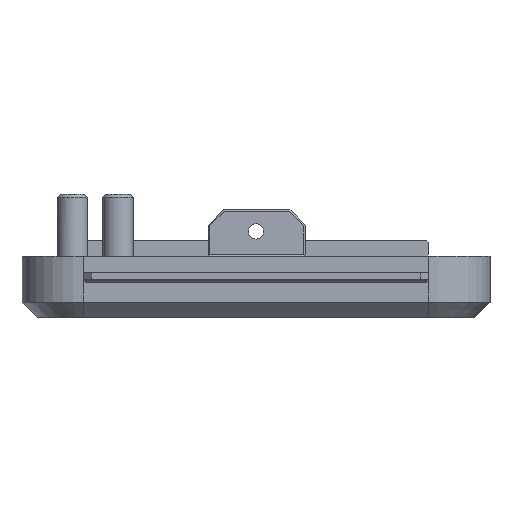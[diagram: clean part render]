
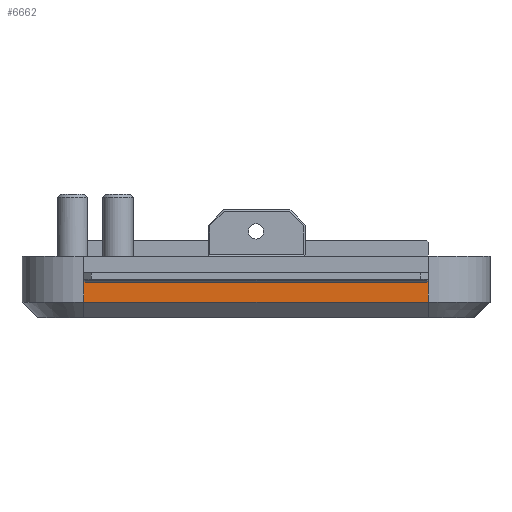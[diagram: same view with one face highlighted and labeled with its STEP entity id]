
A CAD part, left-side view. The second image highlights one B-rep face of the part: STEP entity #6662.
In plain terms, the highlighted planar face has unit normal (-1, 0, 0).
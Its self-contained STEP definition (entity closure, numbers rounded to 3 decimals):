
#5075 = VERTEX_POINT('',#5076);
#5076 = CARTESIAN_POINT('',(-31.882,11.426,-9.5));
#5123 = EDGE_CURVE('',#5075,#5124,#5126,.T.);
#5124 = VERTEX_POINT('',#5125);
#5125 = CARTESIAN_POINT('',(-31.882,-10.974,-9.5));
#5126 = LINE('',#5127,#5128);
#5127 = CARTESIAN_POINT('',(-31.882,11.426,-9.5));
#5128 = VECTOR('',#5129,1.);
#5129 = DIRECTION('',(0.,-1.,0.));
#6159 = VERTEX_POINT('',#6160);
#6160 = CARTESIAN_POINT('',(-31.882,-10.974,-8.1));
#6166 = EDGE_CURVE('',#6159,#5124,#6167,.T.);
#6167 = LINE('',#6168,#6169);
#6168 = CARTESIAN_POINT('',(-31.882,-10.974,4.5));
#6169 = VECTOR('',#6170,1.);
#6170 = DIRECTION('',(0.,0.,-1.));
#6214 = EDGE_CURVE('',#6215,#5075,#6217,.T.);
#6215 = VERTEX_POINT('',#6216);
#6216 = CARTESIAN_POINT('',(-31.882,11.426,-8.1));
#6217 = LINE('',#6218,#6219);
#6218 = CARTESIAN_POINT('',(-31.882,11.426,4.5));
#6219 = VECTOR('',#6220,1.);
#6220 = DIRECTION('',(0.,0.,-1.));
#6662 = ADVANCED_FACE('',(#6663),#6690,.T.);
#6663 = FACE_BOUND('',#6664,.T.);
#6664 = EDGE_LOOP('',(#6665,#6673,#6674,#6675,#6676,#6684));
#6665 = ORIENTED_EDGE('',*,*,#6666,.T.);
#6666 = EDGE_CURVE('',#6667,#6215,#6669,.T.);
#6667 = VERTEX_POINT('',#6668);
#6668 = CARTESIAN_POINT('',(-31.882,11.326,-8.2));
#6669 = LINE('',#6670,#6671);
#6670 = CARTESIAN_POINT('',(-31.882,11.326,-8.2));
#6671 = VECTOR('',#6672,1.);
#6672 = DIRECTION('',(0.,0.707,0.707));
#6673 = ORIENTED_EDGE('',*,*,#6214,.T.);
#6674 = ORIENTED_EDGE('',*,*,#5123,.T.);
#6675 = ORIENTED_EDGE('',*,*,#6166,.F.);
#6676 = ORIENTED_EDGE('',*,*,#6677,.F.);
#6677 = EDGE_CURVE('',#6678,#6159,#6680,.T.);
#6678 = VERTEX_POINT('',#6679);
#6679 = CARTESIAN_POINT('',(-31.882,-10.874,-8.2));
#6680 = LINE('',#6681,#6682);
#6681 = CARTESIAN_POINT('',(-31.882,-10.874,-8.2));
#6682 = VECTOR('',#6683,1.);
#6683 = DIRECTION('',(0.,-0.707,0.707));
#6684 = ORIENTED_EDGE('',*,*,#6685,.F.);
#6685 = EDGE_CURVE('',#6667,#6678,#6686,.T.);
#6686 = LINE('',#6687,#6688);
#6687 = CARTESIAN_POINT('',(-31.882,11.426,-8.2));
#6688 = VECTOR('',#6689,1.);
#6689 = DIRECTION('',(0.,-1.,0.));
#6690 = PLANE('',#6691);
#6691 = AXIS2_PLACEMENT_3D('',#6692,#6693,#6694);
#6692 = CARTESIAN_POINT('',(-31.882,11.426,4.5));
#6693 = DIRECTION('',(-1.,-0.,-0.));
#6694 = DIRECTION('',(0.,-1.,0.));
